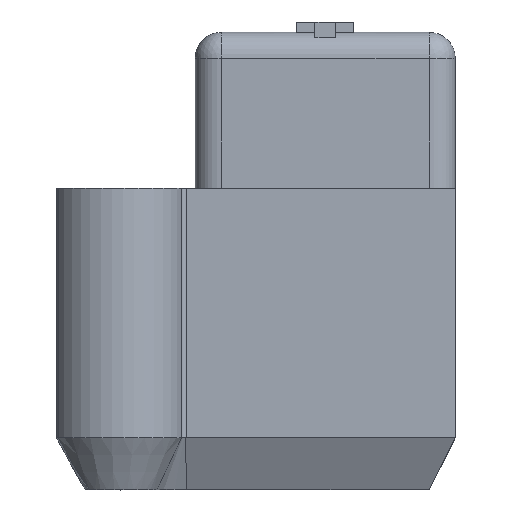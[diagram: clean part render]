
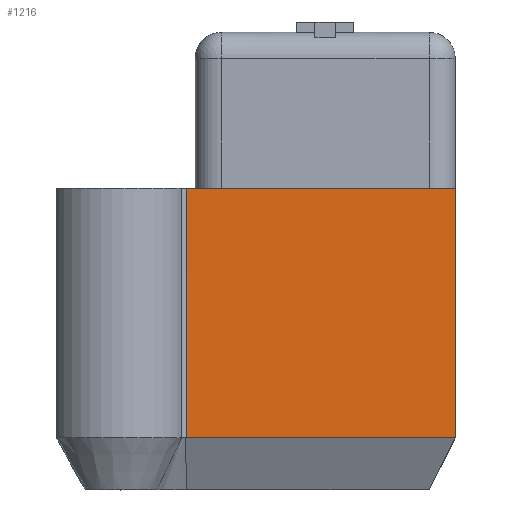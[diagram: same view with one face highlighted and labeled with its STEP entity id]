
A CAD part, top view. The second image highlights one B-rep face of the part: STEP entity #1216.
In plain terms, the highlighted planar face has unit normal (0, 0, 1).
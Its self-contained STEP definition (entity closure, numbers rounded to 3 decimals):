
#127=DIRECTION('',(0.,1.,0.));
#128=VECTOR('',#127,4.8);
#129=CARTESIAN_POINT('',(-2.675,-4.8,0.6));
#130=LINE('',#129,#128);
#131=DIRECTION('',(-1.,0.,0.));
#132=VECTOR('',#131,5.175);
#133=CARTESIAN_POINT('',(2.5,0.,0.6));
#134=LINE('',#133,#132);
#135=DIRECTION('',(0.,1.,0.));
#136=VECTOR('',#135,4.8);
#137=CARTESIAN_POINT('',(2.5,-4.8,0.6));
#138=LINE('',#137,#136);
#139=DIRECTION('',(1.,0.,0.));
#140=VECTOR('',#139,5.175);
#141=CARTESIAN_POINT('',(-2.675,-4.8,0.6));
#142=LINE('',#141,#140);
#906=CARTESIAN_POINT('',(2.5,0.,0.6));
#907=VERTEX_POINT('',#906);
#1013=CARTESIAN_POINT('',(2.5,-4.8,0.6));
#1014=VERTEX_POINT('',#1013);
#1025=CARTESIAN_POINT('',(-2.675,-4.8,0.6));
#1026=CARTESIAN_POINT('',(-2.675,0.,0.6));
#1027=VERTEX_POINT('',#1025);
#1028=VERTEX_POINT('',#1026);
#1203=CARTESIAN_POINT('',(0.,0.,0.6));
#1204=DIRECTION('',(0.,0.,1.));
#1205=DIRECTION('',(1.,0.,0.));
#1206=AXIS2_PLACEMENT_3D('',#1203,#1204,#1205);
#1207=PLANE('',#1206);
#1208=ORIENTED_EDGE('',*,*,#1190,.T.);
#1209=ORIENTED_EDGE('',*,*,#1145,.F.);
#1211=ORIENTED_EDGE('',*,*,#1210,.F.);
#1213=ORIENTED_EDGE('',*,*,#1212,.F.);
#1214=EDGE_LOOP('',(#1208,#1209,#1211,#1213));
#1215=FACE_OUTER_BOUND('',#1214,.F.);
#1216=ADVANCED_FACE('',(#1215),#1207,.T.);
#1145=EDGE_CURVE('',#907,#1028,#134,.T.);
#1190=EDGE_CURVE('',#1027,#1028,#130,.T.);
#1210=EDGE_CURVE('',#1014,#907,#138,.T.);
#1212=EDGE_CURVE('',#1027,#1014,#142,.T.);
